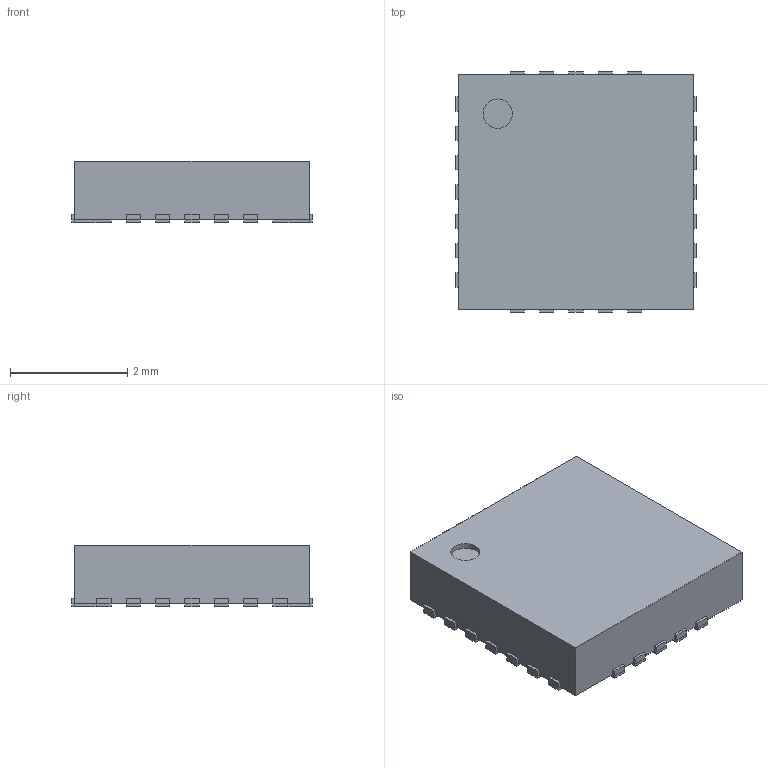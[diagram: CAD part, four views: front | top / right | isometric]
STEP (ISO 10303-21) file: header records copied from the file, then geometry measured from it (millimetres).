
FILE_DESCRIPTION(('Open CASCADE Model'),'2;1');
FILE_NAME('Open CASCADE Shape Model','2018-10-20T22:26:04',('Author'),( 'Open CASCADE'),'Open CASCADE STEP processor 6.8','Open CASCADE 6.8' ,'Unknown');
FILE_SCHEMA(('AUTOMOTIVE_DESIGN { 1 0 10303 214 1 1 1 1 }'));
Length unit declared in the file: millimetre
Products named in the file (8): PCB; Designator1; 6944862272; Open_CASCADE_STEP_translator_6.8_35.1; Body; Open_CASCADE_STEP_translator_6.8_35.2.1; Pin_Shape; Open_CASCADE_STEP_translator_6.8_35.3.1
Assembly tree (29 placements, depth 4):
  PCB
  Designator1
    6944862272
      Open_CASCADE_STEP_translator_6.8_35.1
      Body
        Open_CASCADE_STEP_translator_6.8_35.2.1
      Pin_Shape  x24
        Open_CASCADE_STEP_translator_6.8_35.3.1
Bounding box: 4.1 x 4.1 x 1.05 mm (x, y, z)
Volume: 16.2 mm3; surface area: 59.7 mm2
Topology: 25 solids, 26 shells, 345 faces, 688 edges, 395 vertices
Faces by surface type: plane 344, cylinder 1
Full cylindrical faces by diameter (mm): 0.5 x1
Entity records: 907 total; most frequent: DIRECTION 153, CARTESIAN_POINT 124, ORIENTED_EDGE 87, AXIS2_PLACEMENT_3D 56, EDGE_CURVE 44, LINE 41, VECTOR 41, PRODUCT_DEFINITION_SHAPE 37
